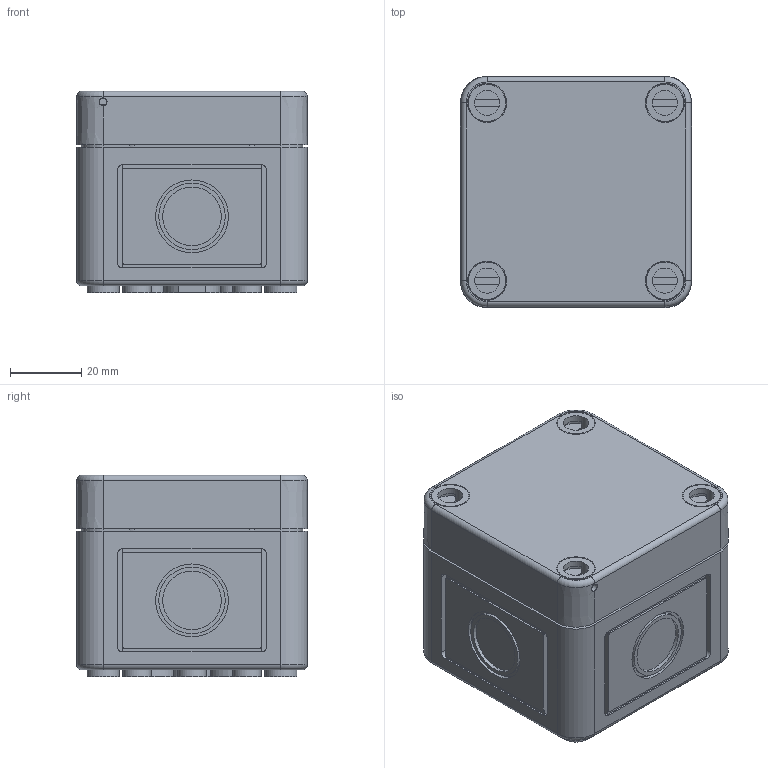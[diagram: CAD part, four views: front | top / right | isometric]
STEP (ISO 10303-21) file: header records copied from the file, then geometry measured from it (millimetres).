
FILE_DESCRIPTION( ( 'STEP AP214' ), ' ' );
FILE_NAME( '10600101.stp', '2016-02-19T17:08:19', ( '' ), ( '' ), ' ', 'PARTsolutions', ' ' );
FILE_SCHEMA( ( 'AUTOMOTIVE_DESIGN { 1 0 10303 214 1 1 1 1 }' ) );
Length unit declared in the file: millimetre
Products named in the file (4): 10600101; _Kasten_TK77-m; _Deckel_TK77-6-t; _Schraube_TK34mm-schwarz
Assembly tree (6 placements, depth 2):
  10600101
    _Kasten_TK77-m
    _Deckel_TK77-6-t
    _Schraube_TK34mm-schwarz  x4
Bounding box: 65 x 65 x 56.7 mm (x, y, z)
Volume: 75602.5 mm3; surface area: 60346 mm2
Topology: 6 solids, 6 shells, 609 faces, 1504 edges, 980 vertices
Faces by surface type: plane 361, cylinder 192, cone 44, torus 12
Full cylindrical faces by diameter (mm): 2.2 x2, 3.4 x6, 5 x4, 5.8 x8, 7 x5, 8 x7, 8.376 x4, 9 x4, 10.5 x4, 10.904 x2, 16.5 x4, 18.7 x4, 20.5 x4
Entity records: 18400 total; most frequent: DIRECTION 2576, CARTESIAN_POINT 2550, ORIENTED_EDGE 2284, EDGE_CURVE 1142, AXIS2_PLACEMENT_3D 947, VERTEX_POINT 785, LINE 682, VECTOR 682
